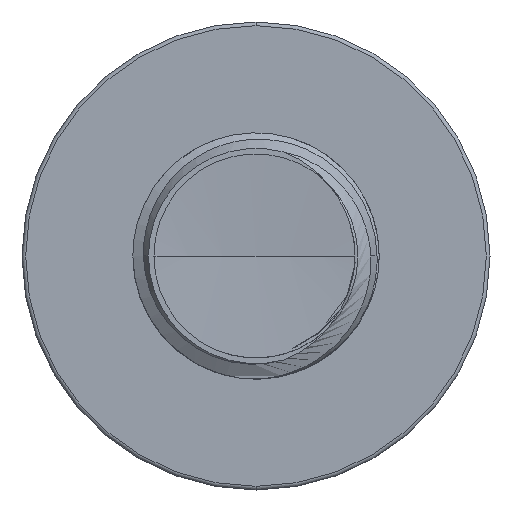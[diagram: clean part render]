
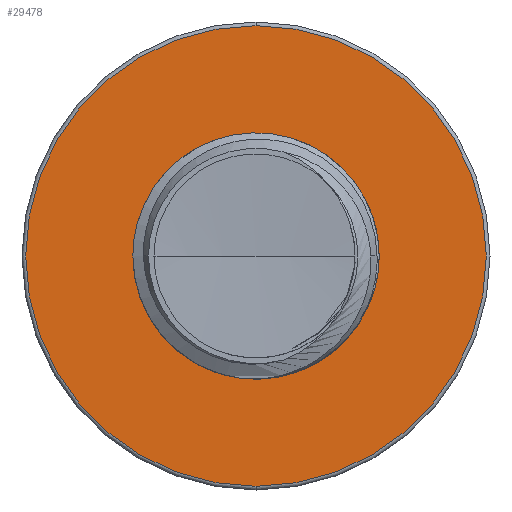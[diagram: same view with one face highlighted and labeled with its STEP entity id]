
A CAD part, front view. The second image highlights one B-rep face of the part: STEP entity #29478.
In plain terms, the highlighted planar face has unit normal (0, -1, 0).
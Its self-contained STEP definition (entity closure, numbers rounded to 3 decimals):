
#166 = DIRECTION ( 'NONE',  ( 0., -1., 0. ) ) ;
#960 = EDGE_CURVE ( 'NONE', #10119, #13903, #19290, .T. ) ;
#2994 = AXIS2_PLACEMENT_3D ( 'NONE', #26307, #8285, #29227 ) ;
#3013 = CARTESIAN_POINT ( 'NONE',  ( 0., 15., 2.438 ) ) ;
#3371 = AXIS2_PLACEMENT_3D ( 'NONE', #18287, #166, #21349 ) ;
#5098 = AXIS2_PLACEMENT_3D ( 'NONE', #3013, #27124, #35909 ) ;
#6616 = EDGE_CURVE ( 'NONE', #35471, #36057, #16442, .T. ) ;
#6990 = DIRECTION ( 'NONE',  ( 0., 0., -1. ) ) ;
#7167 = AXIS2_PLACEMENT_3D ( 'NONE', #9219, #9216, #6990 ) ;
#8285 = DIRECTION ( 'NONE',  ( 0., -1., 0. ) ) ;
#8661 = CARTESIAN_POINT ( 'NONE',  ( 0., 15., 4.675 ) ) ;
#9216 = DIRECTION ( 'NONE',  ( 0., -1., 0. ) ) ;
#9219 = CARTESIAN_POINT ( 'NONE',  ( 0., 15., 0. ) ) ;
#10119 = VERTEX_POINT ( 'NONE', #21653 ) ;
#10802 = FACE_OUTER_BOUND ( 'NONE', #24924, .T. ) ;
#10981 = EDGE_CURVE ( 'NONE', #36057, #35471, #34602, .T. ) ;
#11699 = EDGE_LOOP ( 'NONE', ( #33204, #29662 ) ) ;
#13903 = VERTEX_POINT ( 'NONE', #8661 ) ;
#15297 = PLANE ( 'NONE',  #5098 ) ;
#16442 = CIRCLE ( 'NONE', #3371, 2.438 ) ;
#16835 = FACE_BOUND ( 'NONE', #11699, .T. ) ;
#17377 = DIRECTION ( 'NONE',  ( 0., -1., 0. ) ) ;
#18287 = CARTESIAN_POINT ( 'NONE',  ( 0., 15., 0. ) ) ;
#19290 = CIRCLE ( 'NONE', #7167, 4.675 ) ;
#21349 = DIRECTION ( 'NONE',  ( 0., 0., -1. ) ) ;
#21653 = CARTESIAN_POINT ( 'NONE',  ( 0., 15., -4.675 ) ) ;
#21944 = ORIENTED_EDGE ( 'NONE', *, *, #22032, .T. ) ;
#22032 = EDGE_CURVE ( 'NONE', #13903, #10119, #22144, .T. ) ;
#22144 = CIRCLE ( 'NONE', #2994, 4.675 ) ;
#24924 = EDGE_LOOP ( 'NONE', ( #25511, #21944 ) ) ;
#25511 = ORIENTED_EDGE ( 'NONE', *, *, #960, .T. ) ;
#26307 = CARTESIAN_POINT ( 'NONE',  ( 0., 15., 0. ) ) ;
#27124 = DIRECTION ( 'NONE',  ( 0., -1., 0. ) ) ;
#29001 = AXIS2_PLACEMENT_3D ( 'NONE', #35040, #17377, #37902 ) ;
#29227 = DIRECTION ( 'NONE',  ( 0., 0., -1. ) ) ;
#29478 = ADVANCED_FACE ( 'NONE', ( #10802, #16835 ), #15297, .T. ) ;
#29662 = ORIENTED_EDGE ( 'NONE', *, *, #10981, .F. ) ;
#33204 = ORIENTED_EDGE ( 'NONE', *, *, #6616, .F. ) ;
#33997 = CARTESIAN_POINT ( 'NONE',  ( 0., 15., -2.438 ) ) ;
#34602 = CIRCLE ( 'NONE', #29001, 2.438 ) ;
#35040 = CARTESIAN_POINT ( 'NONE',  ( 0., 15., 0. ) ) ;
#35471 = VERTEX_POINT ( 'NONE', #33997 ) ;
#35909 = DIRECTION ( 'NONE',  ( 0., 0., -1. ) ) ;
#36057 = VERTEX_POINT ( 'NONE', #37235 ) ;
#37235 = CARTESIAN_POINT ( 'NONE',  ( 0., 15., 2.438 ) ) ;
#37902 = DIRECTION ( 'NONE',  ( 0., 0., -1. ) ) ;
